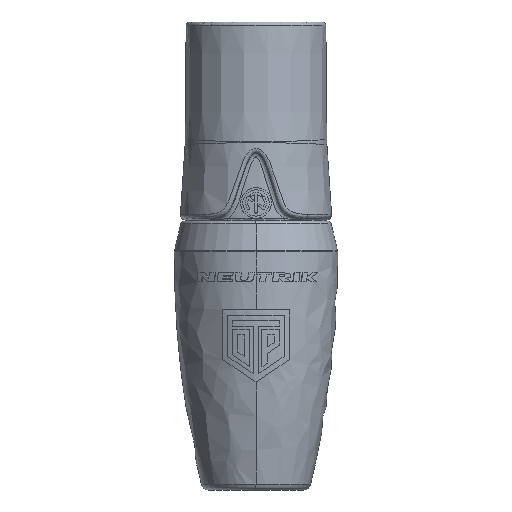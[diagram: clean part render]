
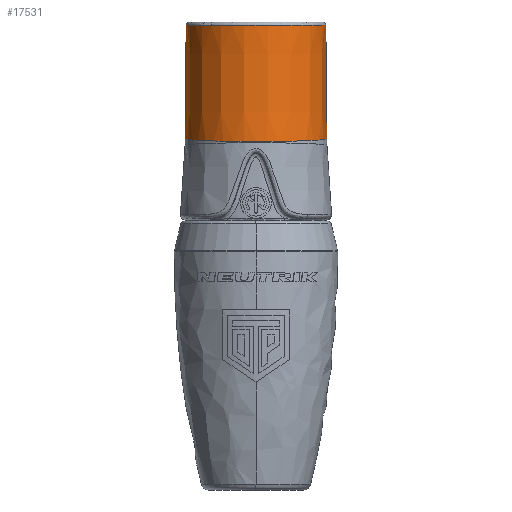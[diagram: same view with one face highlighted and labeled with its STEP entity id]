
A CAD part, front view. The second image highlights one B-rep face of the part: STEP entity #17531.
In plain terms, the highlighted conical face has half-angle 0.437 degrees and reference radius 9.489 mm.
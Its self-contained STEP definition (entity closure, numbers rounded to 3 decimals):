
#2539=CARTESIAN_POINT('',(9.547,0.,
8.137));
#2540=CARTESIAN_POINT('',(9.547,-0.461,
8.12));
#2541=CARTESIAN_POINT('',(9.48,-1.379,8.086));
#2542=CARTESIAN_POINT('',(9.191,-2.699,8.038));
#2543=CARTESIAN_POINT('',(8.714,-3.98,7.99));
#2544=CARTESIAN_POINT('',(8.062,-5.176,7.946));
#2545=CARTESIAN_POINT('',(7.245,-6.269,7.906));
#2546=CARTESIAN_POINT('',(6.283,-7.234,7.87));
#2547=CARTESIAN_POINT('',(5.193,-8.052,7.84));
#2548=CARTESIAN_POINT('',(3.998,-8.708,7.815));
#2549=CARTESIAN_POINT('',(2.722,-9.187,7.798));
#2550=CARTESIAN_POINT('',(1.391,-9.48,7.787));
#2551=CARTESIAN_POINT('',(0.031,-9.582,
7.783));
#2552=CARTESIAN_POINT('',(-1.328,-9.489,
7.787));
#2553=CARTESIAN_POINT('',(-2.662,-9.204,
7.797));
#2554=CARTESIAN_POINT('',(-3.94,-8.734,
7.815));
#2555=CARTESIAN_POINT('',(-5.137,-8.088,
7.838));
#2556=CARTESIAN_POINT('',(-6.23,-7.279,
7.868));
#2557=CARTESIAN_POINT('',(-7.196,-6.325,
7.904));
#2558=CARTESIAN_POINT('',(-8.019,-5.241,
7.944));
#2559=CARTESIAN_POINT('',(-8.678,-4.059,
7.987));
#2560=CARTESIAN_POINT('',(-9.172,-2.771,
8.035));
#2561=CARTESIAN_POINT('',(-9.478,-1.404,
8.085));
#2562=CARTESIAN_POINT('',(-9.547,-0.469,
8.12));
#2563=CARTESIAN_POINT('',(-9.547,0.,
8.137));
#2565=DIRECTION('',(-0.008,0.,-1.));
#2566=VECTOR('',#2565,15.366);
#2567=CARTESIAN_POINT('',(-9.43,0.,
23.503));
#2568=LINE('',#2567,#2566);
#2569=CARTESIAN_POINT('',(0.,0.,23.503));
#2570=DIRECTION('',(0.,0.,1.));
#2571=DIRECTION('',(-1.,0.,0.));
#2572=AXIS2_PLACEMENT_3D('',#2569,#2570,#2571);
#2587=CARTESIAN_POINT('',(9.547,0.,
8.137));
#2589=DIRECTION('',(0.008,0.,-1.));
#2590=VECTOR('',#2589,15.366);
#2591=CARTESIAN_POINT('',(9.43,0.,
23.503));
#2592=LINE('',#2591,#2590);
#12357=CARTESIAN_POINT('',(-9.43,0.,23.503));
#12358=CARTESIAN_POINT('',(9.43,0.,23.503));
#12359=VERTEX_POINT('',#12357);
#12360=VERTEX_POINT('',#12358);
#12362=VERTEX_POINT('',#2587);
#12365=VERTEX_POINT('',#2563);
#17517=CARTESIAN_POINT('',(0.,0.,15.644));
#17518=DIRECTION('',(0.,0.,-1.));
#17519=DIRECTION('',(1.,0.,0.));
#17520=AXIS2_PLACEMENT_3D('',#17517,#17518,#17519);
#17521=CONICAL_SURFACE('',#17520,9.489,0.437);
#17523=ORIENTED_EDGE('',*,*,#17522,.T.);
#17525=ORIENTED_EDGE('',*,*,#17524,.F.);
#17526=ORIENTED_EDGE('',*,*,#17511,.T.);
#17528=ORIENTED_EDGE('',*,*,#17527,.T.);
#17529=EDGE_LOOP('',(#17523,#17525,#17526,#17528));
#17530=FACE_OUTER_BOUND('',#17529,.F.);
#17531=ADVANCED_FACE('',(#17530),#17521,.T.);
#2564=B_SPLINE_CURVE_WITH_KNOTS('',3,(#2539,#2540,#2541,#2542,#2543,#2544,#2545,
#2546,#2547,#2548,#2549,#2550,#2551,#2552,#2553,#2554,#2555,#2556,#2557,#2558,
#2559,#2560,#2561,#2562,#2563),.UNSPECIFIED.,.F.,.F.,(4,1,1,1,1,1,1,1,1,1,1,1,1,
1,1,1,1,1,1,1,1,1,4),(0.,0.045,0.091,
0.136,0.182,0.227,0.273,
0.318,0.364,0.409,0.455,0.5,
0.545,0.591,0.636,0.682,
0.727,0.773,0.818,0.864,
0.909,0.955,1.),.UNSPECIFIED.);
#2573=CIRCLE('',#2572,9.43);
#17511=EDGE_CURVE('',#12359,#12360,#2573,.T.);
#17522=EDGE_CURVE('',#12362,#12365,#2564,.T.);
#17524=EDGE_CURVE('',#12359,#12365,#2568,.T.);
#17527=EDGE_CURVE('',#12360,#12362,#2592,.T.);
